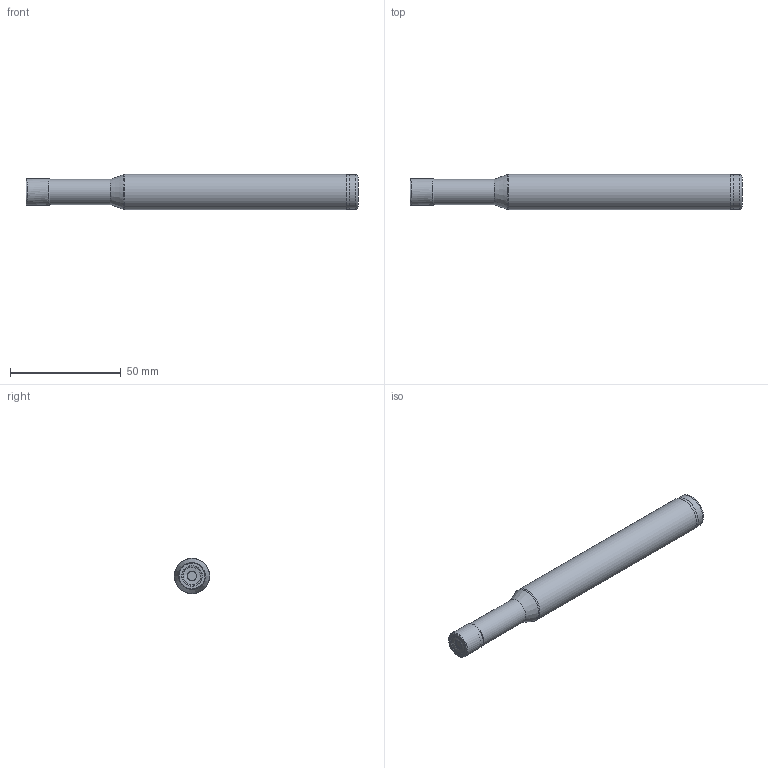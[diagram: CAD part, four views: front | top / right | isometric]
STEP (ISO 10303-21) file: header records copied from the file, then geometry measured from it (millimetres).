
FILE_DESCRIPTION(/* description */ (''),/* implementation_level */ '2;1');
FILE_NAME(/* name */ 'AEM90-AP100-D12-W16-L150-Z01.stp',/* time_stamp */ '2023-10-04T15:05:44+03:00',/* author */ (''),/* organization */ (''),/* preprocessor_version */ 'ST-DEVELOPER v19.4',/* originating_system */ 'SIEMENS PLM Software NX2306.3001',/* authorisation */ '');
FILE_SCHEMA (('AUTOMOTIVE_DESIGN { 1 0 10303 214 3 1 1 1 }'));
Length unit declared in the file: millimetre
Products named in the file (1): AEM90-AP100-D12-W16-L150-Z01
Bounding box: 149.99 x 16 x 16 mm (x, y, z)
Volume: 26941.6 mm3; surface area: 7891.8 mm2
Topology: 2 solids, 2 shells, 26 faces, 63 edges, 39 vertices
Faces by surface type: revolution 14, cone 4, torus 3, cylinder 3, plane 2
Full cylindrical faces by diameter (mm): 11.4 x1, 15.5 x1, 16 x1
Entity records: 820 total; most frequent: CARTESIAN_POINT 265, DIRECTION 90, EDGE_LOOP 50, ORIENTED_EDGE 50, FACE_BOUND 48, AXIS2_PLACEMENT_3D 38, ADVANCED_FACE 26, VERTEX_POINT 25
